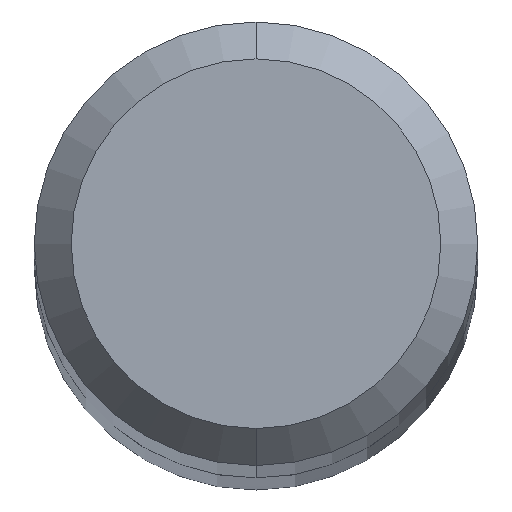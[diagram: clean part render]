
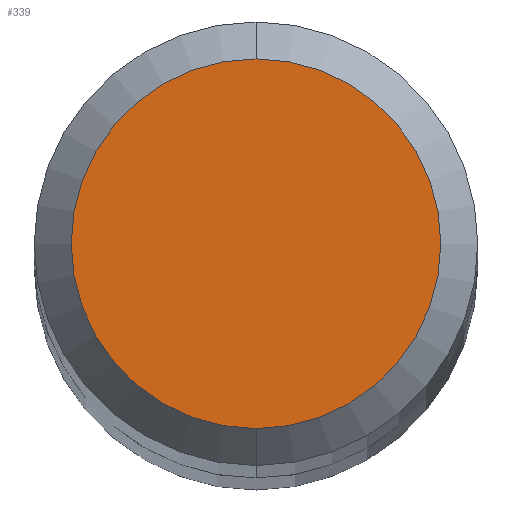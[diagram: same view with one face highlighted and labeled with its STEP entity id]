
A CAD part, top view. The second image highlights one B-rep face of the part: STEP entity #339.
In plain terms, the highlighted planar face has unit normal (0, 0, 1).
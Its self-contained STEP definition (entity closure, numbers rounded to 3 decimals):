
#191=EDGE_CURVE('',#347,#201,#469,.T.);
#201=VERTEX_POINT('',#480);
#213=EDGE_CURVE('',#201,#347,#493,.T.);
#339=ADVANCED_FACE('',(#634),#635,.T.);
#347=VERTEX_POINT('',#643);
#469=CIRCLE('',#798,1.5);
#480=CARTESIAN_POINT('',(0.,-1.5,0.0));
#493=CIRCLE('',#829,1.5);
#634=FACE_OUTER_BOUND('',#1137,.T.);
#635=PLANE('',#1138);
#643=CARTESIAN_POINT('',(0.0,1.5,0.0));
#798=AXIS2_PLACEMENT_3D('',#1344,#1345,#1346);
#829=AXIS2_PLACEMENT_3D('',#1379,#1380,#1381);
#1137=EDGE_LOOP('',(#1551,#1552));
#1138=AXIS2_PLACEMENT_3D('',#1553,#1554,#1555);
#1344=CARTESIAN_POINT('',(0.0,0.0,0.0));
#1345=DIRECTION('',(0.0,0.0,-1.0));
#1346=DIRECTION('',(0.0,1.0,0.0));
#1379=CARTESIAN_POINT('',(0.0,0.0,0.0));
#1380=DIRECTION('',(0.0,0.0,-1.0));
#1381=DIRECTION('',(0.0,1.0,0.0));
#1551=ORIENTED_EDGE('',*,*,#191,.F.);
#1552=ORIENTED_EDGE('',*,*,#213,.F.);
#1553=CARTESIAN_POINT('',(0.0,0.75,0.0));
#1554=DIRECTION('',(-0.0,0.0,1.0));
#1555=DIRECTION('',(0.0,-1.0,0.0));
